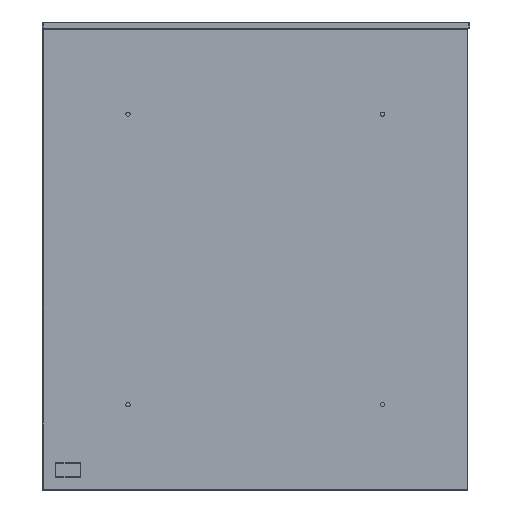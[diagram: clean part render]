
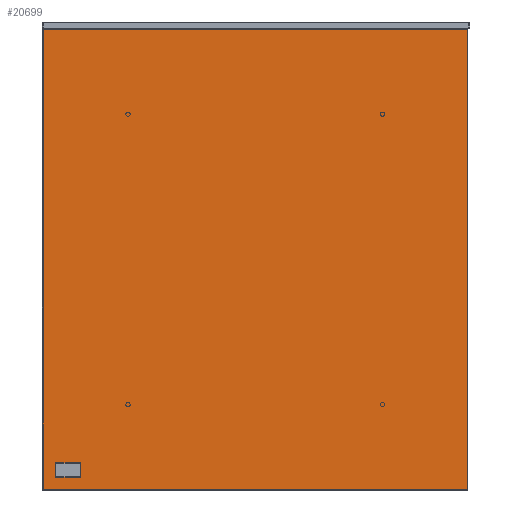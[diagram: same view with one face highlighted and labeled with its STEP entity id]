
A CAD part, left-side view. The second image highlights one B-rep face of the part: STEP entity #20699.
In plain terms, the highlighted planar face has unit normal (-1, 0, 0).
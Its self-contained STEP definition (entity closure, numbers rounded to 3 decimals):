
#20338=CARTESIAN_POINT('',(-3623.565,5493.44,-59.131));
#20339=VERTEX_POINT('',#20338);
#20340=CARTESIAN_POINT('',(-3623.565,5493.44,-596.869));
#20341=VERTEX_POINT('',#20340);
#20342=CARTESIAN_POINT('',(-3623.565,5493.44,-59.131));
#20343=DIRECTION('',(0.0,0.0,-1.0));
#20344=VECTOR('',#20343,537.737);
#20345=LINE('',#20342,#20344);
#20346=EDGE_CURVE('',#20339,#20341,#20345,.T.);
#20378=CARTESIAN_POINT('',(-3623.565,5493.771,-597.2));
#20379=VERTEX_POINT('',#20378);
#20380=CARTESIAN_POINT('',(-3623.565,5493.44,-596.869));
#20381=DIRECTION('',(0.0,0.707,-0.707));
#20382=VECTOR('',#20381,0.469);
#20383=LINE('',#20380,#20382);
#20384=EDGE_CURVE('',#20341,#20379,#20383,.T.);
#20409=CARTESIAN_POINT('',(-3623.565,5989.508,-597.2));
#20410=VERTEX_POINT('',#20409);
#20411=CARTESIAN_POINT('',(-3623.565,5493.771,-597.2));
#20412=DIRECTION('',(0.0,1.0,0.0));
#20413=VECTOR('',#20412,495.737);
#20414=LINE('',#20411,#20413);
#20415=EDGE_CURVE('',#20379,#20410,#20414,.T.);
#20449=CARTESIAN_POINT('',(-3623.565,5989.84,-596.869));
#20450=VERTEX_POINT('',#20449);
#20451=CARTESIAN_POINT('',(-3623.565,5989.508,-597.2));
#20452=DIRECTION('',(0.0,0.707,0.707));
#20453=VECTOR('',#20452,0.469);
#20454=LINE('',#20451,#20453);
#20455=EDGE_CURVE('',#20410,#20450,#20454,.T.);
#20480=CARTESIAN_POINT('',(-3623.565,5989.84,-59.131));
#20481=VERTEX_POINT('',#20480);
#20482=CARTESIAN_POINT('',(-3623.565,5989.84,-596.869));
#20483=DIRECTION('',(0.0,0.0,1.0));
#20484=VECTOR('',#20483,537.737);
#20485=LINE('',#20482,#20484);
#20486=EDGE_CURVE('',#20450,#20481,#20485,.T.);
#20511=CARTESIAN_POINT('',(-3623.565,5989.508,-58.8));
#20512=VERTEX_POINT('',#20511);
#20513=CARTESIAN_POINT('',(-3623.565,5989.84,-59.131));
#20514=DIRECTION('',(0.0,-0.707,0.707));
#20515=VECTOR('',#20514,0.469);
#20516=LINE('',#20513,#20515);
#20517=EDGE_CURVE('',#20481,#20512,#20516,.T.);
#20542=CARTESIAN_POINT('',(-3623.565,5493.771,-58.8));
#20543=VERTEX_POINT('',#20542);
#20544=CARTESIAN_POINT('',(-3623.565,5989.508,-58.8));
#20545=DIRECTION('',(0.0,-1.0,0.0));
#20546=VECTOR('',#20545,495.737);
#20547=LINE('',#20544,#20546);
#20548=EDGE_CURVE('',#20512,#20543,#20547,.T.);
#20571=CARTESIAN_POINT('',(-3623.565,5493.771,-58.8));
#20572=DIRECTION('',(0.0,-0.707,-0.707));
#20573=VECTOR('',#20572,0.469);
#20574=LINE('',#20571,#20573);
#20575=EDGE_CURVE('',#20543,#20339,#20574,.T.);
#20684=CARTESIAN_POINT('',(-3623.565,5741.64,-597.201));
#20685=DIRECTION('',(-1.0,0.0,0.0));
#20686=DIRECTION('',(0.0,0.0,1.0));
#20687=AXIS2_PLACEMENT_3D('',#20684,#20685,#20686);
#20688=PLANE('',#20687);
#20689=ORIENTED_EDGE('',*,*,#20346,.F.);
#20690=ORIENTED_EDGE('',*,*,#20575,.F.);
#20691=ORIENTED_EDGE('',*,*,#20548,.F.);
#20692=ORIENTED_EDGE('',*,*,#20517,.F.);
#20693=ORIENTED_EDGE('',*,*,#20486,.F.);
#20694=ORIENTED_EDGE('',*,*,#20455,.F.);
#20695=ORIENTED_EDGE('',*,*,#20415,.F.);
#20696=ORIENTED_EDGE('',*,*,#20384,.F.);
#20697=EDGE_LOOP('',(#20689,#20690,#20691,#20692,#20693,#20694,#20695,#20696));
#20698=FACE_OUTER_BOUND('',#20697,.T.);
#20699=ADVANCED_FACE('',(#20698),#20688,.T.);
